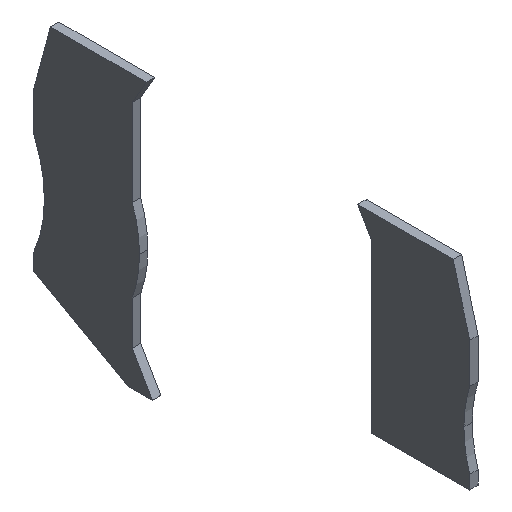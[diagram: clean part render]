
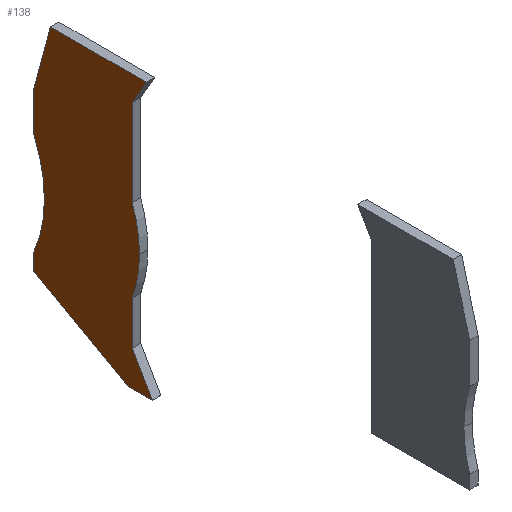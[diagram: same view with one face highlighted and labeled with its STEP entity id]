
A CAD part, isometric view. The second image highlights one B-rep face of the part: STEP entity #138.
In plain terms, the highlighted planar face has unit normal (-1, 0, 0).
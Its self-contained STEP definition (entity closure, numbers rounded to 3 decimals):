
#138=ADVANCED_FACE('NONE',(#249),#250,.T.);
#249=FACE_OUTER_BOUND('',#346,.T.);
#250=PLANE('',#347);
#346=EDGE_LOOP('',(#526,#527,#528,#529,#530,#531,#532,#533,#534,#535,#536,#537,#538,#539));
#347=AXIS2_PLACEMENT_3D('',#540,#541,#542);
#526=ORIENTED_EDGE('',*,*,#695,.T.);
#527=ORIENTED_EDGE('',*,*,#696,.T.);
#528=ORIENTED_EDGE('',*,*,#677,.T.);
#529=ORIENTED_EDGE('',*,*,#697,.T.);
#530=ORIENTED_EDGE('',*,*,#689,.T.);
#531=ORIENTED_EDGE('',*,*,#673,.T.);
#532=ORIENTED_EDGE('',*,*,#698,.T.);
#533=ORIENTED_EDGE('',*,*,#685,.T.);
#534=ORIENTED_EDGE('',*,*,#692,.T.);
#535=ORIENTED_EDGE('',*,*,#699,.F.);
#536=ORIENTED_EDGE('',*,*,#700,.T.);
#537=ORIENTED_EDGE('',*,*,#701,.F.);
#538=ORIENTED_EDGE('',*,*,#702,.F.);
#539=ORIENTED_EDGE('',*,*,#670,.F.);
#540=CARTESIAN_POINT('',(0.0,4.213,18.424));
#541=DIRECTION('',(-1.0,0.0,0.0));
#542=DIRECTION('',(0.0,0.0,-1.0));
#670=EDGE_CURVE('NONE',#788,#784,#790,.T.);
#673=EDGE_CURVE('NONE',#795,#792,#796,.T.);
#677=EDGE_CURVE('NONE',#801,#802,#803,.T.);
#685=EDGE_CURVE('NONE',#810,#815,#817,.T.);
#689=EDGE_CURVE('NONE',#819,#795,#823,.T.);
#692=EDGE_CURVE('NONE',#815,#825,#828,.T.);
#695=EDGE_CURVE('NONE',#788,#831,#832,.T.);
#696=EDGE_CURVE('NONE',#831,#801,#833,.T.);
#697=EDGE_CURVE('NONE',#802,#819,#834,.T.);
#698=EDGE_CURVE('NONE',#792,#810,#835,.T.);
#699=EDGE_CURVE('NONE',#836,#825,#837,.T.);
#700=EDGE_CURVE('NONE',#836,#838,#839,.T.);
#701=EDGE_CURVE('NONE',#840,#838,#841,.T.);
#702=EDGE_CURVE('NONE',#784,#840,#842,.T.);
#784=VERTEX_POINT('',#951);
#788=VERTEX_POINT('NONE',#956);
#790=CIRCLE('',#959,14.45);
#792=VERTEX_POINT('',#961);
#795=VERTEX_POINT('NONE',#965);
#796=CIRCLE('',#966,15.0);
#801=VERTEX_POINT('NONE',#972);
#802=VERTEX_POINT('NONE',#973);
#803=LINE('',#974,#975);
#810=VERTEX_POINT('NONE',#985);
#815=VERTEX_POINT('NONE',#992);
#817=LINE('',#995,#996);
#819=VERTEX_POINT('NONE',#998);
#823=LINE('',#1004,#1005);
#825=VERTEX_POINT('NONE',#1007);
#828=LINE('',#1011,#1012);
#831=VERTEX_POINT('NONE',#1016);
#832=LINE('',#1017,#1018);
#833=LINE('',#1019,#1020);
#834=LINE('',#1021,#1022);
#835=CIRCLE('',#1023,15.0);
#836=VERTEX_POINT('NONE',#1024);
#837=LINE('',#1025,#1026);
#838=VERTEX_POINT('NONE',#1027);
#839=LINE('',#1028,#1029);
#840=VERTEX_POINT('NONE',#1030);
#841=LINE('',#1031,#1032);
#842=CIRCLE('',#1033,14.45);
#951=CARTESIAN_POINT('',(0.0,39.078,14.2));
#956=CARTESIAN_POINT('',(0.0,39.93,19.089));
#959=AXIS2_PLACEMENT_3D('',#1110,#1111,#1112);
#961=CARTESIAN_POINT('',(0.0,50.328,14.2));
#965=CARTESIAN_POINT('',(0.0,51.58,20.2));
#966=AXIS2_PLACEMENT_3D('',#1114,#1115,#1116);
#972=CARTESIAN_POINT('',(0.0,38.262,32.25));
#973=CARTESIAN_POINT('',(0.0,49.62,32.25));
#974=CARTESIAN_POINT('',(0.0,24.994,32.25));
#975=VECTOR('',#1121,1000.0);
#985=CARTESIAN_POINT('',(0.0,51.58,8.2));
#992=CARTESIAN_POINT('',(0.0,51.58,6.2));
#995=CARTESIAN_POINT('',(0.0,51.58,29.27));
#996=VECTOR('',#1128,1000.0);
#998=CARTESIAN_POINT('',(0.0,51.58,24.934));
#1004=CARTESIAN_POINT('',(0.0,51.58,29.27));
#1005=VECTOR('',#1131,1000.0);
#1007=CARTESIAN_POINT('',(0.0,40.405,0.));
#1011=CARTESIAN_POINT('',(0.0,24.994,-8.55));
#1012=VECTOR('',#1133,1000.0);
#1016=CARTESIAN_POINT('',(0.0,39.93,29.361));
#1017=CARTESIAN_POINT('',(0.0,39.93,29.27));
#1018=VECTOR('',#1135,1000.0);
#1019=CARTESIAN_POINT('',(0.0,39.982,29.27));
#1020=VECTOR('',#1136,1000.0);
#1021=CARTESIAN_POINT('',(0.0,50.418,29.27));
#1022=VECTOR('',#1137,1000.0);
#1023=AXIS2_PLACEMENT_3D('',#1138,#1139,#1140);
#1024=CARTESIAN_POINT('',(0.0,37.536,0.));
#1025=CARTESIAN_POINT('',(0.0,24.994,0.));
#1026=VECTOR('',#1141,1000.0);
#1027=CARTESIAN_POINT('',(0.0,39.93,4.16));
#1028=CARTESIAN_POINT('',(0.0,54.38,29.27));
#1029=VECTOR('',#1142,1000.0);
#1030=CARTESIAN_POINT('',(0.0,39.93,9.311));
#1031=CARTESIAN_POINT('',(0.0,39.93,29.27));
#1032=VECTOR('',#1143,1000.0);
#1033=AXIS2_PLACEMENT_3D('',#1144,#1145,#1146);
#1110=CARTESIAN_POINT('',(0.0,53.528,14.2));
#1111=DIRECTION('',(1.0,0.0,0.0));
#1112=DIRECTION('',(0.0,1.0,0.0));
#1114=CARTESIAN_POINT('',(0.0,65.328,14.2));
#1115=DIRECTION('',(1.0,0.0,0.0));
#1116=DIRECTION('',(0.0,1.0,0.0));
#1121=DIRECTION('',(0.0,1.0,0.0));
#1128=DIRECTION('',(0.0,0.0,-1.0));
#1131=DIRECTION('',(0.0,0.0,-1.0));
#1133=DIRECTION('',(0.0,-0.874,-0.485));
#1135=DIRECTION('',(0.0,0.0,1.0));
#1136=DIRECTION('',(0.0,-0.5,0.866));
#1137=DIRECTION('',(0.0,0.259,-0.966));
#1138=CARTESIAN_POINT('',(0.0,65.328,14.2));
#1139=DIRECTION('',(1.0,0.0,0.0));
#1140=DIRECTION('',(0.0,1.0,0.0));
#1141=DIRECTION('',(0.0,1.0,0.0));
#1142=DIRECTION('',(0.0,0.499,0.867));
#1143=DIRECTION('',(0.0,0.0,-1.0));
#1144=CARTESIAN_POINT('',(0.0,53.528,14.2));
#1145=DIRECTION('',(1.0,0.0,0.0));
#1146=DIRECTION('',(0.0,1.0,0.0));
